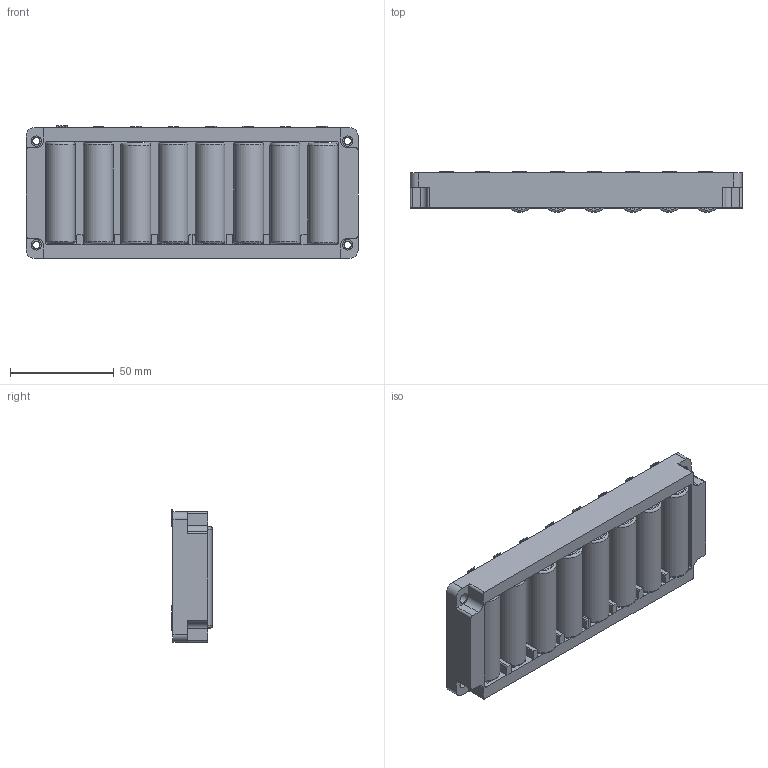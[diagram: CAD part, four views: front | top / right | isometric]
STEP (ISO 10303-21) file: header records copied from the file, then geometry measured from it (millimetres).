
FILE_DESCRIPTION(('FreeCAD Model'),'2;1');
FILE_NAME('Open CASCADE Shape Model','2023-06-06T22:53:48',('Author'),( ''),'Open CASCADE STEP processor 7.6','FreeCAD','Unknown');
FILE_SCHEMA(('AUTOMOTIVE_DESIGN { 1 0 10303 214 1 1 1 1 }'));
Length unit declared in the file: millimetre
Products named in the file (29): Battery_assembly; contact_down; cell_1_008; cell_1_007; cell_1_003; cell_1_004; cell_1_005; cell_1_001; cell_1_006; cell_1_002; Cells; Cell_001; Cell_002; Cell_003; Cell_004; Cell_005; Cell_006; Cell_007; Cell_008; contacts_up; cell_0_001; cell_0_002; cell_0_003; cell_0_004; cell_0_005; cell_0_006; cell_0_007; cell_0_008; Battery_holder_001
Assembly tree (28 placements, depth 3):
  Battery_assembly
    contact_down
      cell_1_008
      cell_1_007
      cell_1_003
      cell_1_004
      cell_1_005
      cell_1_001
      cell_1_006
      cell_1_002
    Cells
      Cell_001
      Cell_002
      Cell_003
      Cell_004
      Cell_005
      Cell_006
      Cell_007
      Cell_008
    contacts_up
      cell_0_001
      cell_0_002
      cell_0_003
      cell_0_004
      cell_0_005
      cell_0_006
      cell_0_007
      cell_0_008
    Battery_holder_001
Bounding box: 160 x 19.59 x 63.96 mm (x, y, z)
Volume: 121491.7 mm3; surface area: 59816.4 mm2
Topology: 25 solids, 25 shells, 801 faces, 1922 edges, 1200 vertices
Faces by surface type: plane 503, cylinder 242, torus 48, bspline 8
Full cylindrical faces by diameter (mm): 1 x64, 3 x8, 3.5 x4, 5 x12, 5.32 x8, 10.56 x8, 10.59 x8, 14.36 x8
Entity records: 50517 total; most frequent: CARTESIAN_POINT 10074, DIRECTION 7729, LINE 4622, VECTOR 4622, ORIENTED_EDGE 3844, PCURVE 3844, DEFINITIONAL_REPRESENTATION 3844, EDGE_CURVE 1922
